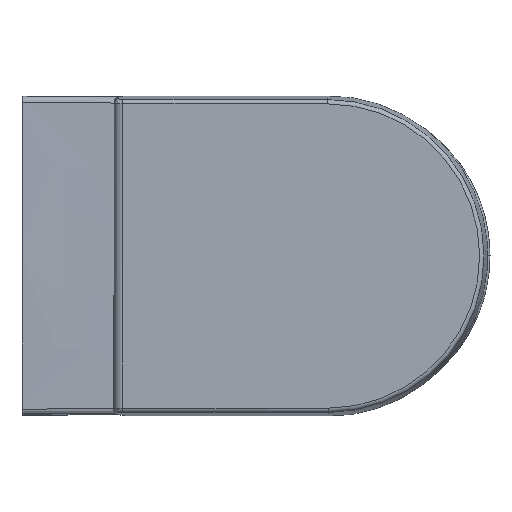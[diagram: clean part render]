
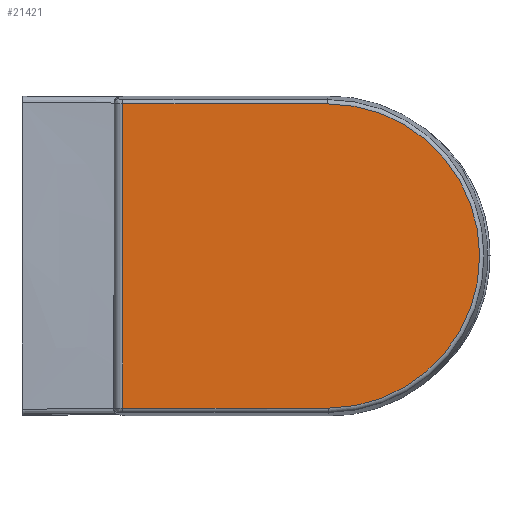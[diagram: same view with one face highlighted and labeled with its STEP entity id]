
A CAD part, top view. The second image highlights one B-rep face of the part: STEP entity #21421.
In plain terms, the highlighted planar face has unit normal (0, 0, 1).
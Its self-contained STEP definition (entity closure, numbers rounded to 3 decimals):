
#20852=CARTESIAN_POINT('',(31.768,3.631,42.0));
#20853=VERTEX_POINT('',#20852);
#20880=CARTESIAN_POINT('',(33.017,-347.517,42.0));
#20881=VERTEX_POINT('',#20880);
#20889=CARTESIAN_POINT('',(33.018,-171.941,42.0));
#20890=DIRECTION('',(0.0,0.0,-1.0));
#20891=DIRECTION('',(-0.994,-0.111,0.0));
#20892=AXIS2_PLACEMENT_3D('',#20889,#20890,#20891);
#20893=CIRCLE('',#20892,175.576);
#20894=EDGE_CURVE('',#20881,#20853,#20893,.T.);
#20906=CARTESIAN_POINT('',(269.358,-347.519,42.0));
#20907=VERTEX_POINT('',#20906);
#20915=CARTESIAN_POINT('',(269.358,-347.519,42.0));
#20916=DIRECTION('',(-1.,0.,0.0));
#20917=VECTOR('',#20916,236.341);
#20918=LINE('',#20915,#20917);
#20919=EDGE_CURVE('',#20907,#20881,#20918,.T.);
#21173=CARTESIAN_POINT('',(269.36,3.63,42.0));
#21174=VERTEX_POINT('',#21173);
#21175=CARTESIAN_POINT('',(31.768,3.631,42.0));
#21176=DIRECTION('',(1.,0.,0.0));
#21177=VECTOR('',#21176,237.591);
#21178=LINE('',#21175,#21177);
#21179=EDGE_CURVE('',#20853,#21174,#21178,.T.);
#21401=CARTESIAN_POINT('',(269.36,3.63,42.0));
#21402=DIRECTION('',(0.,-1.,0.0));
#21403=VECTOR('',#21402,351.148);
#21404=LINE('',#21401,#21403);
#21405=EDGE_CURVE('',#21174,#20907,#21404,.T.);
#21410=CARTESIAN_POINT('',(95.404,-171.927,42.0));
#21411=DIRECTION('',(0.0,0.0,1.0));
#21412=DIRECTION('',(1.0,0.0,0.0));
#21413=AXIS2_PLACEMENT_3D('',#21410,#21411,#21412);
#21414=PLANE('',#21413);
#21415=ORIENTED_EDGE('',*,*,#20919,.F.);
#21416=ORIENTED_EDGE('',*,*,#21405,.F.);
#21417=ORIENTED_EDGE('',*,*,#21179,.F.);
#21418=ORIENTED_EDGE('',*,*,#20894,.F.);
#21419=EDGE_LOOP('',(#21415,#21416,#21417,#21418));
#21420=FACE_OUTER_BOUND('',#21419,.T.);
#21421=ADVANCED_FACE('',(#21420),#21414,.T.);
